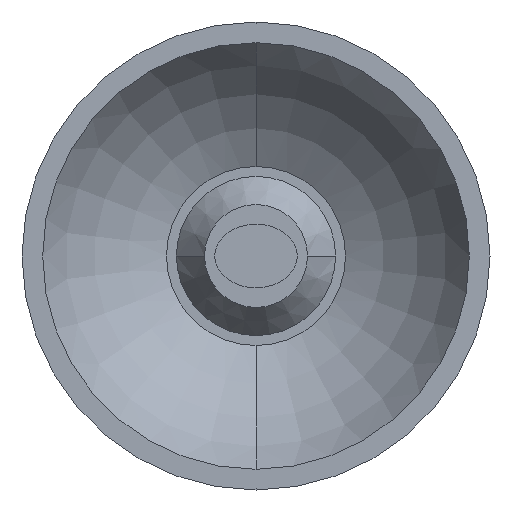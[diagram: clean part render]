
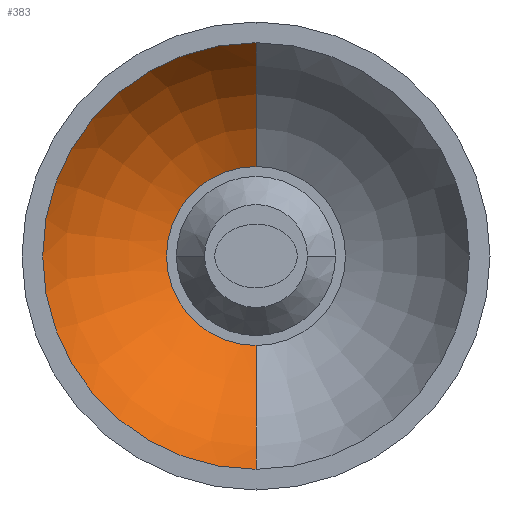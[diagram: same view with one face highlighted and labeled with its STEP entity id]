
A CAD part, front view. The second image highlights one B-rep face of the part: STEP entity #383.
In plain terms, the highlighted toroidal (fillet/blend) face has major radius 1.172 mm and minor radius 14 mm.
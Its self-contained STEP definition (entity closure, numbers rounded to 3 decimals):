
#38 = VERTEX_POINT ( 'NONE', #144 ) ;
#61 = CARTESIAN_POINT ( 'NONE',  ( 0., -6.172, 0. ) ) ;
#115 = CARTESIAN_POINT ( 'NONE',  ( 0., 0., 11.395 ) ) ;
#116 = EDGE_CURVE ( 'NONE', #499, #252, #217, .T. ) ;
#141 = ORIENTED_EDGE ( 'NONE', *, *, #420, .T. ) ;
#143 = DIRECTION ( 'NONE',  ( -1., 0., 0. ) ) ;
#144 = CARTESIAN_POINT ( 'NONE',  ( 0., 6.5, 4.781 ) ) ;
#158 = FACE_OUTER_BOUND ( 'NONE', #639, .T. ) ;
#159 = CIRCLE ( 'NONE', #409, 4.781 ) ;
#187 = ORIENTED_EDGE ( 'NONE', *, *, #309, .F. ) ;
#192 = VERTEX_POINT ( 'NONE', #572 ) ;
#217 = CIRCLE ( 'NONE', #354, 11.395 ) ;
#221 = DIRECTION ( 'NONE',  ( 0., 0., -1. ) ) ;
#230 = CARTESIAN_POINT ( 'NONE',  ( 0., 0., -11.395 ) ) ;
#232 = DIRECTION ( 'NONE',  ( 0., 0., 1. ) ) ;
#241 = DIRECTION ( 'NONE',  ( 0., 0., -1. ) ) ;
#246 = CARTESIAN_POINT ( 'NONE',  ( 0., 6.5, 0. ) ) ;
#252 = VERTEX_POINT ( 'NONE', #230 ) ;
#282 = CARTESIAN_POINT ( 'NONE',  ( 0., -6.172, 1.172 ) ) ;
#287 = AXIS2_PLACEMENT_3D ( 'NONE', #549, #406, #292 ) ;
#292 = DIRECTION ( 'NONE',  ( 0., 0., -1. ) ) ;
#299 = DIRECTION ( 'NONE',  ( 0., -1., 0. ) ) ;
#309 = EDGE_CURVE ( 'NONE', #192, #252, #523, .T. ) ;
#347 = ORIENTED_EDGE ( 'NONE', *, *, #116, .T. ) ;
#354 = AXIS2_PLACEMENT_3D ( 'NONE', #404, #425, #221 ) ;
#378 = EDGE_CURVE ( 'NONE', #38, #192, #159, .T. ) ;
#383 = ADVANCED_FACE ( 'NONE', ( #158 ), #505, .F. ) ;
#403 = DIRECTION ( 'NONE',  ( 0., 0., 1. ) ) ;
#404 = CARTESIAN_POINT ( 'NONE',  ( 0., 0., 0. ) ) ;
#406 = DIRECTION ( 'NONE',  ( 1., 0., 0. ) ) ;
#409 = AXIS2_PLACEMENT_3D ( 'NONE', #246, #648, #403 ) ;
#418 = AXIS2_PLACEMENT_3D ( 'NONE', #282, #143, #232 ) ;
#420 = EDGE_CURVE ( 'NONE', #38, #499, #438, .T. ) ;
#425 = DIRECTION ( 'NONE',  ( 0., -1., 0. ) ) ;
#438 = CIRCLE ( 'NONE', #287, 14. ) ;
#499 = VERTEX_POINT ( 'NONE', #115 ) ;
#505 = TOROIDAL_SURFACE ( 'NONE', #534, -1.172, 14. ) ;
#523 = CIRCLE ( 'NONE', #418, 14. ) ;
#534 = AXIS2_PLACEMENT_3D ( 'NONE', #61, #299, #241 ) ;
#547 = ORIENTED_EDGE ( 'NONE', *, *, #378, .F. ) ;
#549 = CARTESIAN_POINT ( 'NONE',  ( 0., -6.172, -1.172 ) ) ;
#572 = CARTESIAN_POINT ( 'NONE',  ( 0., 6.5, -4.781 ) ) ;
#639 = EDGE_LOOP ( 'NONE', ( #547, #141, #347, #187 ) ) ;
#648 = DIRECTION ( 'NONE',  ( 0., -1., 0. ) ) ;
